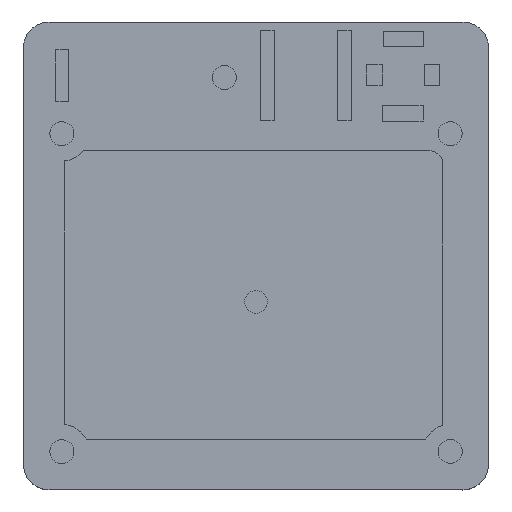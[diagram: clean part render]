
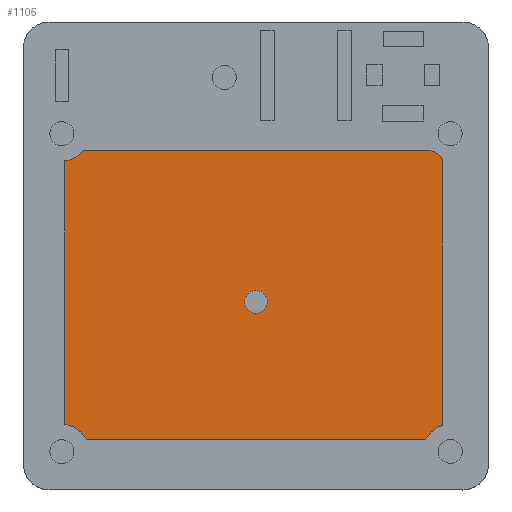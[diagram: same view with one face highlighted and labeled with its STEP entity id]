
A CAD part, top view. The second image highlights one B-rep face of the part: STEP entity #1105.
In plain terms, the highlighted planar face has unit normal (0, 0, 1).
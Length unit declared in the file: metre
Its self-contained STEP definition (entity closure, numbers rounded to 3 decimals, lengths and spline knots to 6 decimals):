
#20=CIRCLE('',#1161,0.005348);
#22=CIRCLE('',#1165,0.005345);
#24=CIRCLE('',#1169,0.002926);
#36=CIRCLE('',#1195,0.005352);
#38=CIRCLE('',#1211,0.00225);
#330=ORIENTED_EDGE('',*,*,#484,.T.);
#331=ORIENTED_EDGE('',*,*,#436,.T.);
#332=ORIENTED_EDGE('',*,*,#482,.F.);
#333=ORIENTED_EDGE('',*,*,#455,.T.);
#334=ORIENTED_EDGE('',*,*,#452,.T.);
#335=ORIENTED_EDGE('',*,*,#449,.F.);
#336=ORIENTED_EDGE('',*,*,#446,.F.);
#337=ORIENTED_EDGE('',*,*,#443,.T.);
#338=ORIENTED_EDGE('',*,*,#440,.F.);
#436=EDGE_CURVE('',#558,#559,#672,.T.);
#440=EDGE_CURVE('',#558,#562,#20,.T.);
#443=EDGE_CURVE('',#564,#562,#677,.T.);
#446=EDGE_CURVE('',#564,#566,#22,.T.);
#449=EDGE_CURVE('',#566,#568,#681,.T.);
#452=EDGE_CURVE('',#570,#568,#24,.T.);
#455=EDGE_CURVE('',#572,#570,#685,.T.);
#482=EDGE_CURVE('',#572,#559,#36,.T.);
#484=EDGE_CURVE('',#584,#584,#38,.F.);
#558=VERTEX_POINT('',#1720);
#559=VERTEX_POINT('',#1721);
#562=VERTEX_POINT('',#1729);
#564=VERTEX_POINT('',#1735);
#566=VERTEX_POINT('',#1741);
#568=VERTEX_POINT('',#1747);
#570=VERTEX_POINT('',#1753);
#572=VERTEX_POINT('',#1759);
#584=VERTEX_POINT('',#1827);
#672=LINE('',#1719,#788);
#677=LINE('',#1734,#793);
#681=LINE('',#1746,#797);
#685=LINE('',#1758,#801);
#788=VECTOR('',#1381,1.);
#793=VECTOR('',#1394,1.);
#797=VECTOR('',#1406,1.);
#801=VECTOR('',#1418,1.);
#899=EDGE_LOOP('',(#330));
#900=EDGE_LOOP('',(#331,#332,#333,#334,#335,#336,#337,#338));
#985=FACE_BOUND('',#899,.T.);
#986=FACE_BOUND('',#900,.T.);
#1040=PLANE('',#1210);
#1105=ADVANCED_FACE('',(#985,#986),#1040,.T.);
#1161=AXIS2_PLACEMENT_3D('',#1728,#1387,#1388);
#1165=AXIS2_PLACEMENT_3D('',#1740,#1399,#1400);
#1169=AXIS2_PLACEMENT_3D('',#1752,#1411,#1412);
#1195=AXIS2_PLACEMENT_3D('',#1810,#1481,#1482);
#1210=AXIS2_PLACEMENT_3D('',#1825,#1511,#1512);
#1211=AXIS2_PLACEMENT_3D('',#1826,#1513,#1514);
#1381=DIRECTION('',(1.,0.,0.));
#1387=DIRECTION('',(0.,0.,1.));
#1388=DIRECTION('',(1.,0.,0.));
#1394=DIRECTION('',(0.,-1.,0.));
#1399=DIRECTION('',(0.,0.,1.));
#1400=DIRECTION('',(1.,0.,0.));
#1406=DIRECTION('',(1.,0.,0.));
#1411=DIRECTION('',(0.,0.,1.));
#1412=DIRECTION('',(1.,0.,0.));
#1418=DIRECTION('',(0.,1.,0.));
#1481=DIRECTION('',(0.,0.,1.));
#1482=DIRECTION('',(1.,0.,0.));
#1511=DIRECTION('',(0.,0.,1.));
#1512=DIRECTION('',(1.,0.,0.));
#1513=DIRECTION('',(0.,0.,1.));
#1514=DIRECTION('',(1.,0.,0.));
#1719=CARTESIAN_POINT('',(-0.000002,-0.035861,0.003));
#1720=CARTESIAN_POINT('',(-0.033241,-0.035861,0.003));
#1721=CARTESIAN_POINT('',(0.033237,-0.035861,0.003));
#1728=CARTESIAN_POINT('',(-0.037998,-0.038306,0.003));
#1729=CARTESIAN_POINT('',(-0.037444,-0.032987,0.003));
#1734=CARTESIAN_POINT('',(-0.037444,-0.007181,0.003));
#1735=CARTESIAN_POINT('',(-0.037444,0.018624,0.003));
#1740=CARTESIAN_POINT('',(-0.037997,0.02394,0.003));
#1741=CARTESIAN_POINT('',(-0.033786,0.02065,0.003));
#1746=CARTESIAN_POINT('',(-0.000002,0.02065,0.003));
#1747=CARTESIAN_POINT('',(0.033781,0.02065,0.003));
#1752=CARTESIAN_POINT('',(0.033781,0.017723,0.003));
#1753=CARTESIAN_POINT('',(0.0365,0.018804,0.003));
#1758=CARTESIAN_POINT('',(0.0365,-0.007161,0.003));
#1759=CARTESIAN_POINT('',(0.0365,-0.033126,0.003));
#1810=CARTESIAN_POINT('',(0.038022,-0.038257,0.003));
#1825=CARTESIAN_POINT('',(-0.030886,0.000134,0.003));
#1826=CARTESIAN_POINT('',(0.,-0.008995,0.003));
#1827=CARTESIAN_POINT('',(0.00225,-0.008995,0.003));
